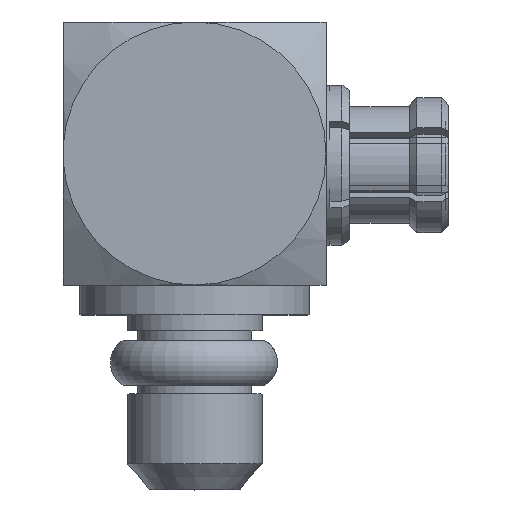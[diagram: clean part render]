
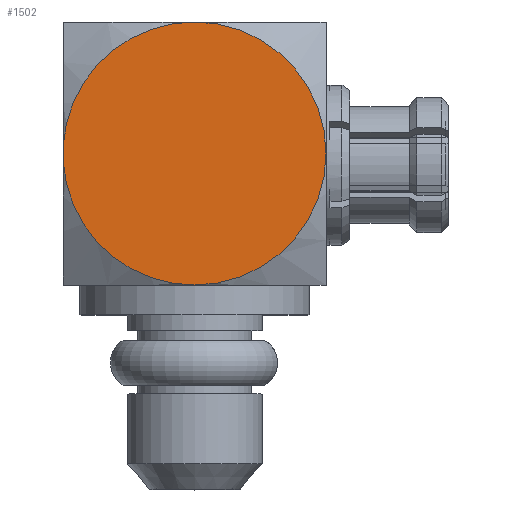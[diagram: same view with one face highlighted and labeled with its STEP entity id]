
A CAD part, top view. The second image highlights one B-rep face of the part: STEP entity #1502.
In plain terms, the highlighted face is planar.
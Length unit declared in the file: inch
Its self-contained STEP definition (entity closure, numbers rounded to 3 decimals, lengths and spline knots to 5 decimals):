
#67 = DIRECTION ( 'NONE',  ( 0., -1., 0. ) ) ;
#108 = ORIENTED_EDGE ( 'NONE', *, *, #1713, .T. ) ;
#122 = EDGE_CURVE ( 'NONE', #2701, #1209, #3565, .T. ) ;
#131 = VERTEX_POINT ( 'NONE', #5249 ) ;
#132 = DIRECTION ( 'NONE',  ( 0., -1., 0. ) ) ;
#183 = CARTESIAN_POINT ( 'NONE',  ( 0.0885, -0.01748, -0.00008 ) ) ;
#207 = AXIS2_PLACEMENT_3D ( 'NONE', #5226, #4506, #1931 ) ;
#546 = ORIENTED_EDGE ( 'NONE', *, *, #3625, .T. ) ;
#677 = DIRECTION ( 'NONE',  ( 0., -1., 0. ) ) ;
#818 = CIRCLE ( 'NONE', #4277, 0.08858 ) ;
#861 = AXIS2_PLACEMENT_3D ( 'NONE', #1426, #4275, #67 ) ;
#925 = CARTESIAN_POINT ( 'NONE',  ( 0.0885, -0.10606, -0.00008 ) ) ;
#936 = AXIS2_PLACEMENT_3D ( 'NONE', #183, #3958, #3121 ) ;
#1123 = EDGE_CURVE ( 'NONE', #3323, #131, #4367, .T. ) ;
#1209 = VERTEX_POINT ( 'NONE', #1364 ) ;
#1211 = CIRCLE ( 'NONE', #861, 0.08858 ) ;
#1231 = CARTESIAN_POINT ( 'NONE',  ( 0.0885, -0.01748, -0.00008 ) ) ;
#1364 = CARTESIAN_POINT ( 'NONE',  ( 0.0885, -0.01748, 0.0885 ) ) ;
#1426 = CARTESIAN_POINT ( 'NONE',  ( 0.0885, -0.01748, -0.00008 ) ) ;
#1493 = ORIENTED_EDGE ( 'NONE', *, *, #1123, .F. ) ;
#1502 = ADVANCED_FACE ( 'NONE', ( #3221 ), #2424, .F. ) ;
#1713 = EDGE_CURVE ( 'NONE', #2701, #131, #818, .T. ) ;
#1797 = ORIENTED_EDGE ( 'NONE', *, *, #122, .F. ) ;
#1931 = DIRECTION ( 'NONE',  ( 0., -1., 0. ) ) ;
#2270 = CARTESIAN_POINT ( 'NONE',  ( 0.0885, 0.07111, -0.0885 ) ) ;
#2424 = PLANE ( 'NONE',  #4445 ) ;
#2454 = ORIENTED_EDGE ( 'NONE', *, *, #2920, .T. ) ;
#2701 = VERTEX_POINT ( 'NONE', #925 ) ;
#2920 = EDGE_CURVE ( 'NONE', #3323, #5193, #1211, .T. ) ;
#2950 = DIRECTION ( 'NONE',  ( 1., 0., 0. ) ) ;
#3121 = DIRECTION ( 'NONE',  ( 0., -1., 0. ) ) ;
#3196 = DIRECTION ( 'NONE',  ( -1., 0., 0. ) ) ;
#3209 = CARTESIAN_POINT ( 'NONE',  ( 0.0885, 0.07111, -0.00008 ) ) ;
#3221 = FACE_OUTER_BOUND ( 'NONE', #5141, .T. ) ;
#3323 = VERTEX_POINT ( 'NONE', #4009 ) ;
#3378 = CIRCLE ( 'NONE', #936, 0.08858 ) ;
#3565 = CIRCLE ( 'NONE', #207, 0.08858 ) ;
#3625 = EDGE_CURVE ( 'NONE', #5193, #1209, #3378, .T. ) ;
#3753 = CARTESIAN_POINT ( 'NONE',  ( 0.0885, 0.07111, 0.0885 ) ) ;
#3831 = VECTOR ( 'NONE', #132, 39.37008 ) ;
#3958 = DIRECTION ( 'NONE',  ( 1., 0., 0. ) ) ;
#4009 = CARTESIAN_POINT ( 'NONE',  ( 0.0885, -0.01207, -0.0885 ) ) ;
#4275 = DIRECTION ( 'NONE',  ( 1., 0., 0. ) ) ;
#4277 = AXIS2_PLACEMENT_3D ( 'NONE', #1231, #2950, #4310 ) ;
#4310 = DIRECTION ( 'NONE',  ( 0., -1., 0. ) ) ;
#4367 = LINE ( 'NONE', #2270, #3831 ) ;
#4445 = AXIS2_PLACEMENT_3D ( 'NONE', #3753, #3196, #677 ) ;
#4506 = DIRECTION ( 'NONE',  ( -1., 0., 0. ) ) ;
#5141 = EDGE_LOOP ( 'NONE', ( #1797, #108, #1493, #2454, #546 ) ) ;
#5193 = VERTEX_POINT ( 'NONE', #3209 ) ;
#5226 = CARTESIAN_POINT ( 'NONE',  ( 0.0885, -0.01748, -0.00008 ) ) ;
#5249 = CARTESIAN_POINT ( 'NONE',  ( 0.0885, -0.02289, -0.0885 ) ) ;
